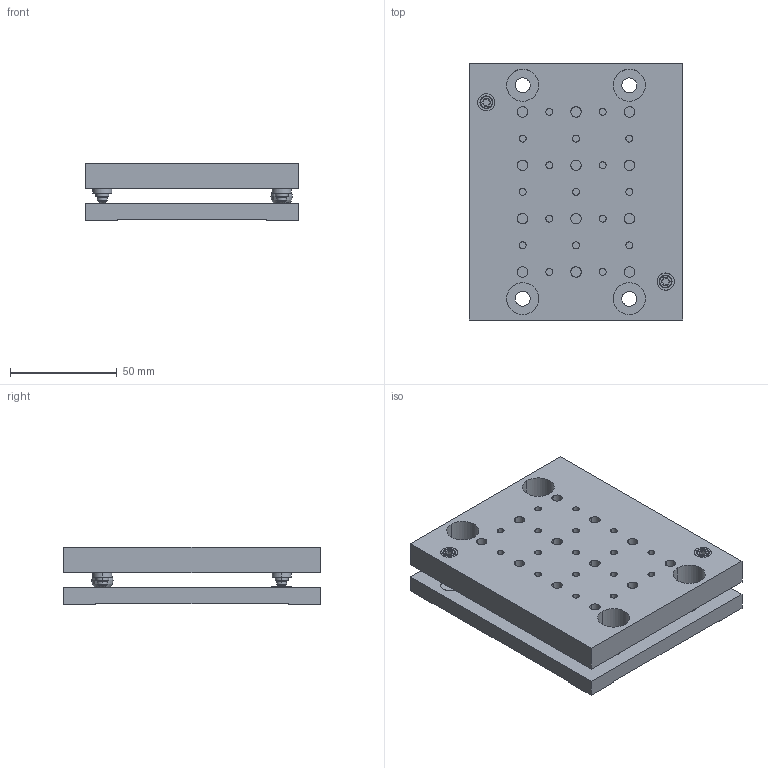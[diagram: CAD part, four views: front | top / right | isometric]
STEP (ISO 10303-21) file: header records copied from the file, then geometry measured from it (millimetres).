
FILE_DESCRIPTION(/* description */ (''),/* implementation_level */ '2;1');
FILE_NAME(/* name */ '02_MTP',/* time_stamp */ '2025-06-16T13:33:16+03:00',/* author */ (''),/* organization */ (''),/* preprocessor_version */ 'ST-DEVELOPER v16.5',/* originating_system */ 'Rhino 7.34',/* authorisation */ '');
FILE_SCHEMA (('AUTOMOTIVE_DESIGN'));
Length unit declared in the file: millimetre
Products named in the file (1): Document
Bounding box: 100 x 120 x 27 mm (x, y, z)
Volume: 218498.5 mm3; surface area: 66608.8 mm2
Topology: 6 solids, 6 shells, 364 faces, 1031 edges, 687 vertices
Faces by surface type: cylinder 176, plane 122, bspline 66
Entity records: 13172 total; most frequent: CARTESIAN_POINT 6649, ORIENTED_EDGE 2054, EDGE_CURVE 1027, VERTEX_POINT 687, EDGE_LOOP 492, B_SPLINE_CURVE_WITH_KNOTS 473, ADVANCED_FACE 364, FACE_OUTER_BOUND 364
